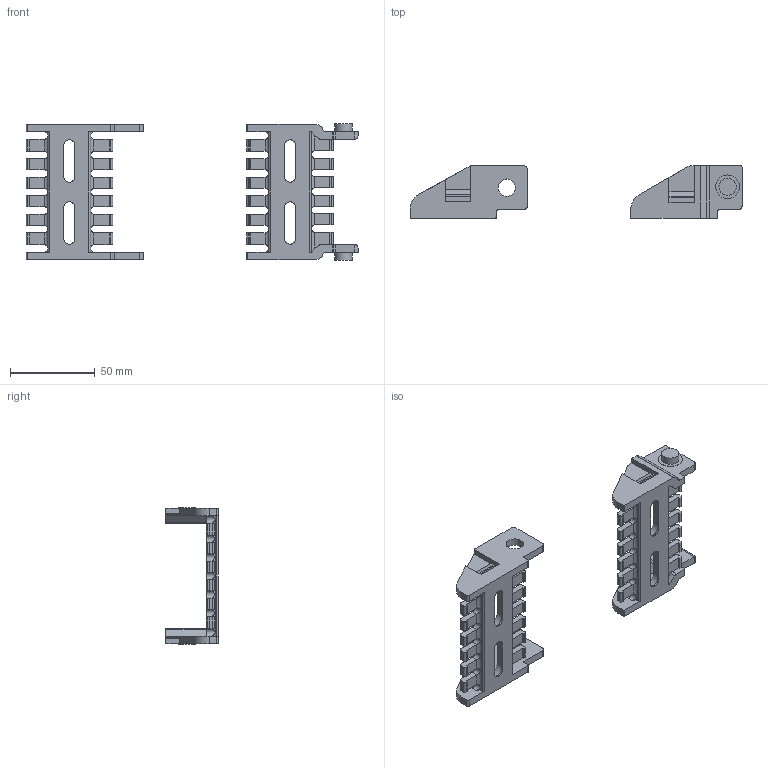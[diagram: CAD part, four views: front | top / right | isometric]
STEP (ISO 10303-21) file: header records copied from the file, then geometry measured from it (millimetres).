
FILE_DESCRIPTION (( 'STEP AP214' ), '1' );
FILE_NAME ('CDC-KAZ-10X24.STEP', '2025-04-03T17:34:51', ( '' ), ( '' ), 'SwSTEP 2.0', 'SolidWorks 2024', '' );
FILE_SCHEMA (( 'AUTOMOTIVE_DESIGN' ));
Length unit declared in the file: millimetre
Products named in the file (1): CDC-KAZ-10X24
Bounding box: 195.5 x 31 x 80.4 mm (x, y, z)
Volume: 51110.9 mm3; surface area: 32568.3 mm2
Topology: 2 solids, 2 shells, 481 faces, 1442 edges, 949 vertices
Faces by surface type: plane 258, cylinder 199, sphere 24
Full cylindrical faces by diameter (mm): 10.1 x2, 10.2 x2, 14 x2
Entity records: 19377 total; most frequent: CARTESIAN_POINT 6410, ORIENTED_EDGE 2776, DIRECTION 2677, EDGE_CURVE 1388, VERTEX_POINT 925, LINE 925, VECTOR 925, AXIS2_PLACEMENT_3D 876
